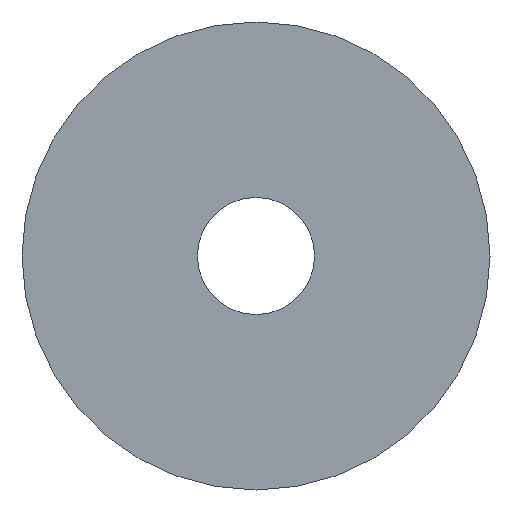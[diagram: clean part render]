
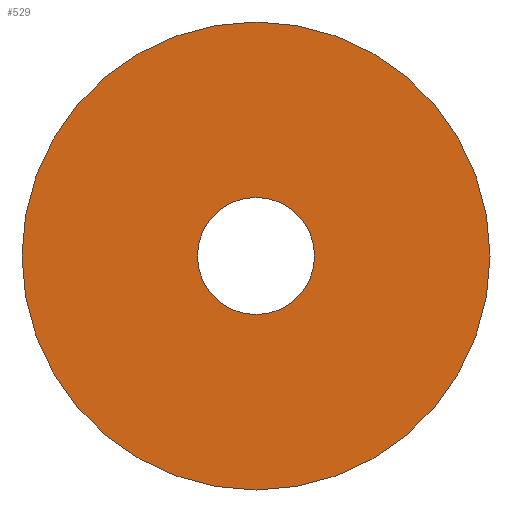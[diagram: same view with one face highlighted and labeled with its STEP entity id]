
A CAD part, front view. The second image highlights one B-rep face of the part: STEP entity #529.
In plain terms, the highlighted planar face has unit normal (0, -1, 0).
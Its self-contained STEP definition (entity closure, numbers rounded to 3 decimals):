
#20=FACE_BOUND('',#87,.T.);
#25=CIRCLE('',#580,5.);
#26=CIRCLE('',#582,20.);
#27=CIRCLE('',#583,20.);
#55=FACE_OUTER_BOUND('',#86,.T.);
#86=EDGE_LOOP('',(#473,#474));
#87=EDGE_LOOP('',(#475));
#260=VERTEX_POINT('',#858);
#261=VERTEX_POINT('',#862);
#262=VERTEX_POINT('',#864);
#330=EDGE_CURVE('',#260,#260,#25,.T.);
#332=EDGE_CURVE('',#261,#262,#26,.T.);
#333=EDGE_CURVE('',#262,#261,#27,.T.);
#473=ORIENTED_EDGE('',*,*,#333,.F.);
#474=ORIENTED_EDGE('',*,*,#332,.F.);
#475=ORIENTED_EDGE('',*,*,#330,.F.);
#501=PLANE('',#584);
#529=ADVANCED_FACE('',(#55,#20),#501,.F.);
#580=AXIS2_PLACEMENT_3D('',#860,#710,#711);
#582=AXIS2_PLACEMENT_3D('',#865,#715,#716);
#583=AXIS2_PLACEMENT_3D('',#866,#717,#718);
#584=AXIS2_PLACEMENT_3D('',#867,#719,#720);
#710=DIRECTION('center_axis',(0.,-1.,0.));
#711=DIRECTION('ref_axis',(1.,0.,0.));
#715=DIRECTION('center_axis',(0.,1.,0.));
#716=DIRECTION('ref_axis',(-1.,0.,0.));
#717=DIRECTION('center_axis',(0.,1.,0.));
#718=DIRECTION('ref_axis',(-1.,0.,0.));
#719=DIRECTION('center_axis',(0.,1.,0.));
#720=DIRECTION('ref_axis',(0.,0.,1.));
#858=CARTESIAN_POINT('',(-5.,0.,0.));
#860=CARTESIAN_POINT('Origin',(0.,0.,0.));
#862=CARTESIAN_POINT('',(20.,0.,0.));
#864=CARTESIAN_POINT('',(-20.,0.,0.));
#865=CARTESIAN_POINT('Origin',(0.,0.,0.));
#866=CARTESIAN_POINT('Origin',(0.,0.,0.));
#867=CARTESIAN_POINT('Origin',(0.,0.,0.));
